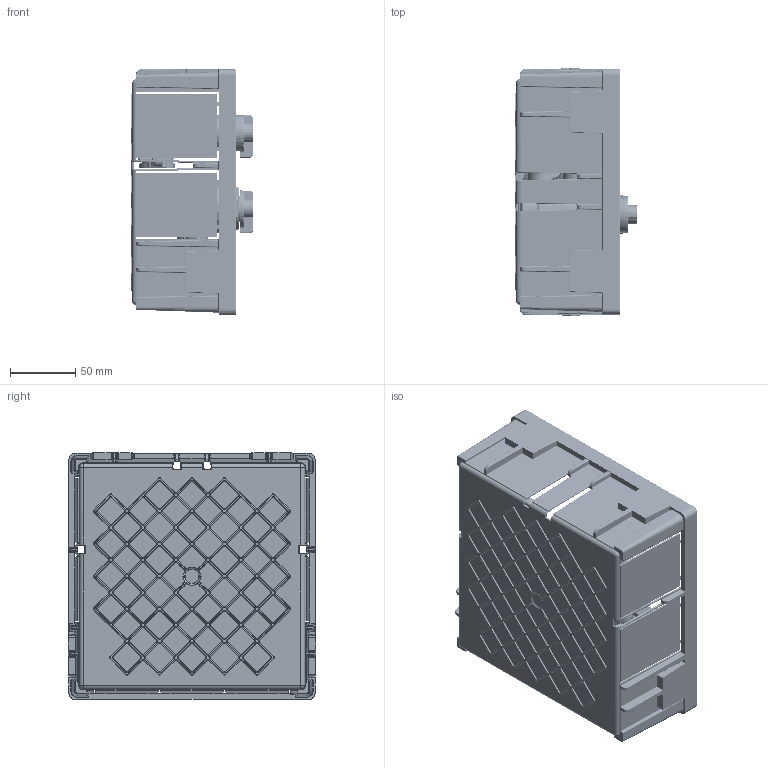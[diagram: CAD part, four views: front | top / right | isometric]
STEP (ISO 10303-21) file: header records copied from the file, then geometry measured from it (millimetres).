
FILE_DESCRIPTION(('CATIA V5 STEP Exchange','CAx-IF Rec.Pracs.--- Model Styling and Organization---1.4--- 2014-01-23','CAx-IF Rec.Pracs.---3D Tessellated Data Validation Properties---0.5---2014-09-14'),'2;1');
FILE_NAME('STEP_359190_-_TST.stp','2022-01-19T12:41:39+00:00',('none'),('none'),'CATIA Version 5-6 Release 2019 SP3','CATIA V5 STEP AP242 v1','none');
FILE_SCHEMA(('AP242_MANAGED_MODEL_BASED_3D_ENGINEERING_MIM_LF {1 0 10303 442 1 1 4}'));
Products named in the file (1): 359190 - TST
Bounding box: 94.15 x 190.14 x 189.71 mm (x, y, z)
Volume: 444516.2 mm3; surface area: 234614.8 mm2
Topology: 2 solids, 2 shells, 5577 faces, 13548 edges, 7741 vertices
Faces by surface type: cylinder 1974, bspline 1335, plane 1054, torus 830, sphere 214, cone 160, extrusion 10
Entity records: 235336 total; most frequent: CARTESIAN_POINT 120077, ORIENTED_EDGE 26548, DIRECTION 15585, EDGE_CURVE 13274, AXIS2_PLACEMENT_3D 7781, VERTEX_POINT 7741, EDGE_LOOP 5695, ADVANCED_FACE 5577
